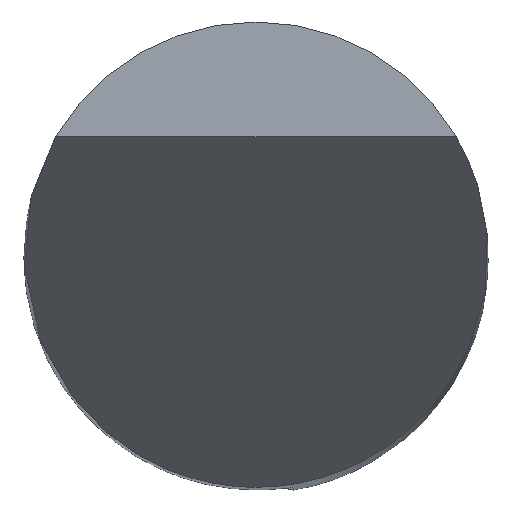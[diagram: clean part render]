
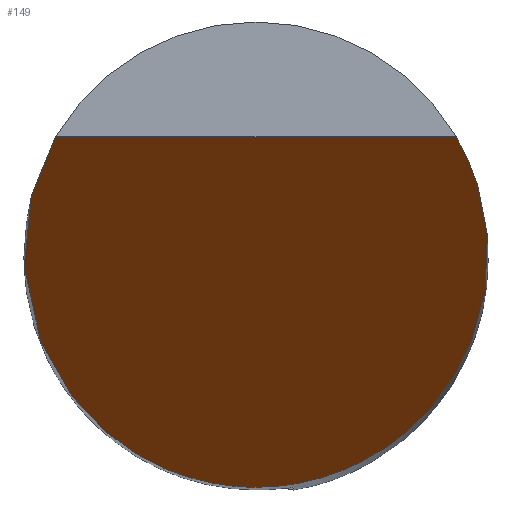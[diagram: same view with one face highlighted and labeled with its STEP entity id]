
A CAD part, top view. The second image highlights one B-rep face of the part: STEP entity #149.
In plain terms, the highlighted planar face has unit normal (0, -0.866, 0.5).
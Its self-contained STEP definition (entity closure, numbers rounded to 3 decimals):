
#45=PLANE('',#736);
#67=(
BOUNDED_CURVE()
B_SPLINE_CURVE(3,(#995,#996,#997,#998),.UNSPECIFIED.,.F.,.F.)
B_SPLINE_CURVE_WITH_KNOTS((4,4),(0.,1.),.UNSPECIFIED.)
CURVE()
GEOMETRIC_REPRESENTATION_ITEM()
RATIONAL_B_SPLINE_CURVE((1.,0.665,0.665,1.))
REPRESENTATION_ITEM('')
);
#70=(
BOUNDED_CURVE()
B_SPLINE_CURVE(3,(#1050,#1051,#1052,#1053),.UNSPECIFIED.,.F.,.F.)
B_SPLINE_CURVE_WITH_KNOTS((4,4),(0.,1.),.UNSPECIFIED.)
CURVE()
GEOMETRIC_REPRESENTATION_ITEM()
RATIONAL_B_SPLINE_CURVE((1.,0.665,0.665,1.))
REPRESENTATION_ITEM('')
);
#92=LINE('',#1164,#119);
#119=VECTOR('',#820,1.);
#149=ADVANCED_FACE('',(#192),#45,.F.);
#192=FACE_OUTER_BOUND('',#230,.T.);
#230=EDGE_LOOP('',(#324,#325,#326));
#324=ORIENTED_EDGE('',*,*,#529,.T.);
#325=ORIENTED_EDGE('',*,*,#543,.T.);
#326=ORIENTED_EDGE('',*,*,#564,.T.);
#464=VERTEX_POINT('',#994);
#465=VERTEX_POINT('',#999);
#474=VERTEX_POINT('',#1049);
#529=EDGE_CURVE('',#465,#464,#67,.T.);
#543=EDGE_CURVE('',#464,#474,#70,.T.);
#564=EDGE_CURVE('',#474,#465,#92,.T.);
#736=AXIS2_PLACEMENT_3D('',#1166,#823,#824);
#820=DIRECTION('',(-1.,0.,0.));
#823=DIRECTION('',(0.,0.866,-0.5));
#824=DIRECTION('',(0.,0.5,0.866));
#994=CARTESIAN_POINT('',(0.,-2.,-3.464));
#995=CARTESIAN_POINT('',(-1.726,1.01,1.75));
#996=CARTESIAN_POINT('',(-2.605,-0.491,-0.85));
#997=CARTESIAN_POINT('',(-1.74,-2.,-3.464));
#998=CARTESIAN_POINT('',(0.,-2.,-3.464));
#999=CARTESIAN_POINT('',(-1.726,1.01,1.75));
#1049=CARTESIAN_POINT('',(1.726,1.01,1.75));
#1050=CARTESIAN_POINT('',(0.,-2.,-3.464));
#1051=CARTESIAN_POINT('',(1.74,-2.,-3.464));
#1052=CARTESIAN_POINT('',(2.605,-0.491,-0.85));
#1053=CARTESIAN_POINT('',(1.726,1.01,1.75));
#1164=CARTESIAN_POINT('',(0.,1.01,1.75));
#1166=CARTESIAN_POINT('',(2.,-2.,-3.464));
